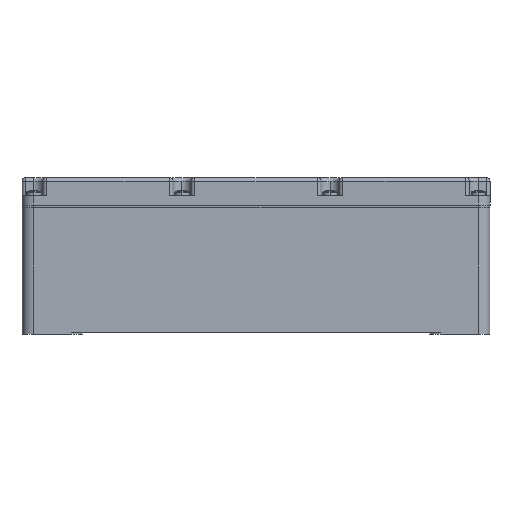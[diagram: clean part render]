
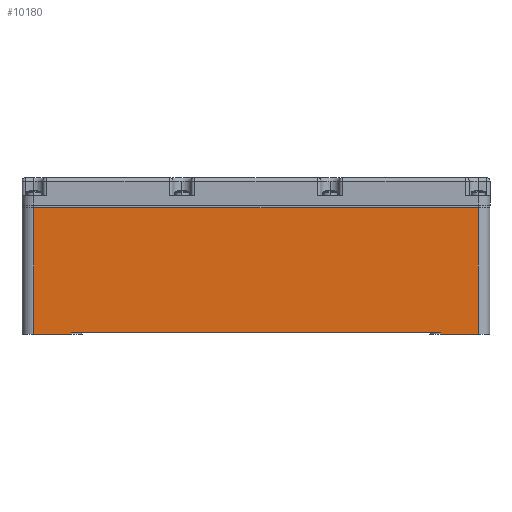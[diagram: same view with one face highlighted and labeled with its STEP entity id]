
A CAD part, left-side view. The second image highlights one B-rep face of the part: STEP entity #10180.
In plain terms, the highlighted planar face has unit normal (-1, 0, 0).
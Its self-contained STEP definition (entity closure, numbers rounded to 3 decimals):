
#2030=CARTESIAN_POINT('',(12.966,129.745,0.));
#2040=VERTEX_POINT('',#2030);
#2070=CARTESIAN_POINT('',(12.966,52.,0.));
#2080=DIRECTION('',(0.,-1.,0.));
#2090=VECTOR('',#2080,1.);
#2100=LINE('',#2070,#2090);
#2110=CARTESIAN_POINT('',(12.966,109.245,-0.));
#2120=VERTEX_POINT('',#2110);
#2130=EDGE_CURVE('',#2040,#2120,#2100,.T.);
#4780=CARTESIAN_POINT('',(12.966,-93.755,0.));
#4790=VERTEX_POINT('',#4780);
#4820=CARTESIAN_POINT('',(12.966,0.,0.));
#4830=DIRECTION('',(0.,-1.,0.));
#4840=VECTOR('',#4830,1.);
#4850=LINE('',#4820,#4840);
#4860=CARTESIAN_POINT('',(12.966,-114.255,0.));
#4870=VERTEX_POINT('',#4860);
#4880=EDGE_CURVE('',#4790,#4870,#4850,.T.);
#9650=CARTESIAN_POINT('',(12.966,81.3,69.5));
#9660=DIRECTION('',(-1.,0.,0.));
#9670=DIRECTION('',(0.,1.,0.));
#9680=AXIS2_PLACEMENT_3D('',#9650,#9660,#9670);
#9690=PLANE('',#9680);
#9700=CARTESIAN_POINT('',(12.966,109.245,0.));
#9710=DIRECTION('',(0.,0.,-1.));
#9720=VECTOR('',#9710,1.);
#9730=LINE('',#9700,#9720);
#9740=CARTESIAN_POINT('',(12.966,109.245,1.));
#9750=VERTEX_POINT('',#9740);
#9760=EDGE_CURVE('',#9750,#2120,#9730,.T.);
#9770=ORIENTED_EDGE('',*,*,#9760,.F.);
#9780=ORIENTED_EDGE('',*,*,#2130,.T.);
#9790=CARTESIAN_POINT('',(12.966,129.745,0.));
#9800=DIRECTION('',(0.,0.,1.));
#9810=VECTOR('',#9800,1.);
#9820=LINE('',#9790,#9810);
#9830=CARTESIAN_POINT('',(12.966,129.745,69.5));
#9840=VERTEX_POINT('',#9830);
#9850=EDGE_CURVE('',#2040,#9840,#9820,.T.);
#9860=ORIENTED_EDGE('',*,*,#9850,.F.);
#9870=CARTESIAN_POINT('',(12.966,81.3,69.5));
#9880=DIRECTION('',(0.,-1.,0.));
#9890=VECTOR('',#9880,1.);
#9900=LINE('',#9870,#9890);
#9910=CARTESIAN_POINT('',(12.966,-114.255,69.5));
#9920=VERTEX_POINT('',#9910);
#9930=EDGE_CURVE('',#9840,#9920,#9900,.T.);
#9940=ORIENTED_EDGE('',*,*,#9930,.F.);
#9950=CARTESIAN_POINT('',(12.966,-114.255,0.));
#9960=DIRECTION('',(0.,0.,1.));
#9970=VECTOR('',#9960,1.);
#9980=LINE('',#9950,#9970);
#9990=EDGE_CURVE('',#4870,#9920,#9980,.T.);
#10000=ORIENTED_EDGE('',*,*,#9990,.T.);
#10010=ORIENTED_EDGE('',*,*,#4880,.T.);
#10020=CARTESIAN_POINT('',(12.966,-93.755,0.));
#10030=DIRECTION('',(0.,0.,-1.));
#10040=VECTOR('',#10030,1.);
#10050=LINE('',#10020,#10040);
#10060=CARTESIAN_POINT('',(12.966,-93.755,1.));
#10070=VERTEX_POINT('',#10060);
#10080=EDGE_CURVE('',#10070,#4790,#10050,.T.);
#10090=ORIENTED_EDGE('',*,*,#10080,.T.);
#10100=CARTESIAN_POINT('',(12.966,0.,1.));
#10110=DIRECTION('',(0.,1.,0.));
#10120=VECTOR('',#10110,1.);
#10130=LINE('',#10100,#10120);
#10140=EDGE_CURVE('',#10070,#9750,#10130,.T.);
#10150=ORIENTED_EDGE('',*,*,#10140,.F.);
#10160=EDGE_LOOP('',(#10150,#10090,#10010,#10000,#9940,#9860,#9780,#9770
));
#10170=FACE_OUTER_BOUND('',#10160,.T.);
#10180=ADVANCED_FACE('',(#10170),#9690,.T.);
